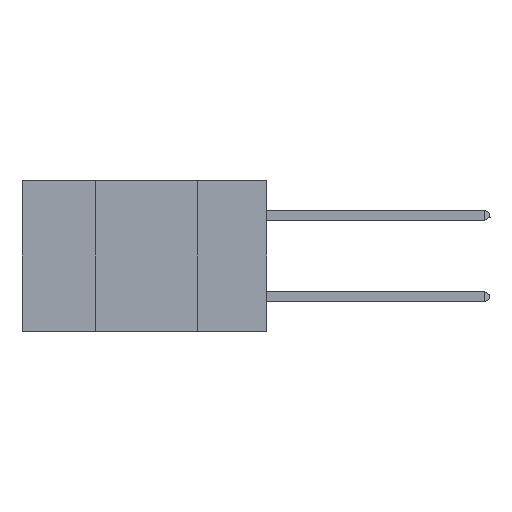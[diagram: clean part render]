
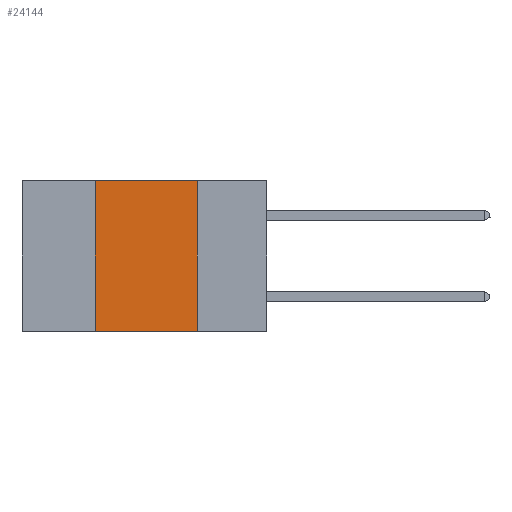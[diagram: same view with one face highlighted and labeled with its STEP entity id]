
A CAD part, left-side view. The second image highlights one B-rep face of the part: STEP entity #24144.
In plain terms, the highlighted planar face has unit normal (-1, 0, 0).
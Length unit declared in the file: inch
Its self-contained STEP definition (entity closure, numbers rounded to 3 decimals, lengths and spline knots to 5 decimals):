
#332 = DIRECTION ( 'NONE',  ( 0., -1., 0. ) ) ;
#358 = ORIENTED_EDGE ( 'NONE', *, *, #17404, .F. ) ;
#791 = EDGE_CURVE ( 'NONE', #15238, #3532, #24817, .T. ) ;
#2210 = VECTOR ( 'NONE', #19347, 39.37008 ) ;
#2956 = EDGE_LOOP ( 'NONE', ( #358, #22774, #20777, #22334 ) ) ;
#3532 = VERTEX_POINT ( 'NONE', #5844 ) ;
#5394 = CARTESIAN_POINT ( 'NONE',  ( 0., 0.42, -0.37 ) ) ;
#5484 = VECTOR ( 'NONE', #332, 39.37008 ) ;
#5844 = CARTESIAN_POINT ( 'NONE',  ( 0., 0.17, -0.37 ) ) ;
#6094 = CARTESIAN_POINT ( 'NONE',  ( 0., 0.17, 0. ) ) ;
#6486 = LINE ( 'NONE', #10101, #11280 ) ;
#6675 = PLANE ( 'NONE',  #18886 ) ;
#8686 = CARTESIAN_POINT ( 'NONE',  ( 0., 0.42, 0. ) ) ;
#8711 = CARTESIAN_POINT ( 'NONE',  ( 0., 0.6, 0. ) ) ;
#8879 = LINE ( 'NONE', #17373, #2210 ) ;
#9582 = CARTESIAN_POINT ( 'NONE',  ( 0., 0.6, -0.37 ) ) ;
#10101 = CARTESIAN_POINT ( 'NONE',  ( 0., 0.17, 0. ) ) ;
#10401 = EDGE_CURVE ( 'NONE', #25891, #14406, #20228, .T. ) ;
#11054 = DIRECTION ( 'NONE',  ( 0., 0., -1. ) ) ;
#11280 = VECTOR ( 'NONE', #26401, 39.37008 ) ;
#12547 = CARTESIAN_POINT ( 'NONE',  ( 0., 0.6, 0. ) ) ;
#12823 = DIRECTION ( 'NONE',  ( 1., 0., 0. ) ) ;
#14406 = VERTEX_POINT ( 'NONE', #6094 ) ;
#15095 = EDGE_CURVE ( 'NONE', #15238, #25891, #8879, .T. ) ;
#15238 = VERTEX_POINT ( 'NONE', #5394 ) ;
#17373 = CARTESIAN_POINT ( 'NONE',  ( 0., 0.42, 0. ) ) ;
#17404 = EDGE_CURVE ( 'NONE', #14406, #3532, #6486, .T. ) ;
#18886 = AXIS2_PLACEMENT_3D ( 'NONE', #8711, #12823, #11054 ) ;
#19347 = DIRECTION ( 'NONE',  ( 0., 0., 1. ) ) ;
#20228 = LINE ( 'NONE', #12547, #5484 ) ;
#20777 = ORIENTED_EDGE ( 'NONE', *, *, #15095, .F. ) ;
#22334 = ORIENTED_EDGE ( 'NONE', *, *, #791, .T. ) ;
#22774 = ORIENTED_EDGE ( 'NONE', *, *, #10401, .F. ) ;
#24144 = ADVANCED_FACE ( 'NONE', ( #24919 ), #6675, .F. ) ;
#24817 = LINE ( 'NONE', #9582, #26446 ) ;
#24919 = FACE_OUTER_BOUND ( 'NONE', #2956, .T. ) ;
#25891 = VERTEX_POINT ( 'NONE', #8686 ) ;
#25973 = DIRECTION ( 'NONE',  ( 0., -1., 0. ) ) ;
#26401 = DIRECTION ( 'NONE',  ( 0., 0., -1. ) ) ;
#26446 = VECTOR ( 'NONE', #25973, 39.37008 ) ;
